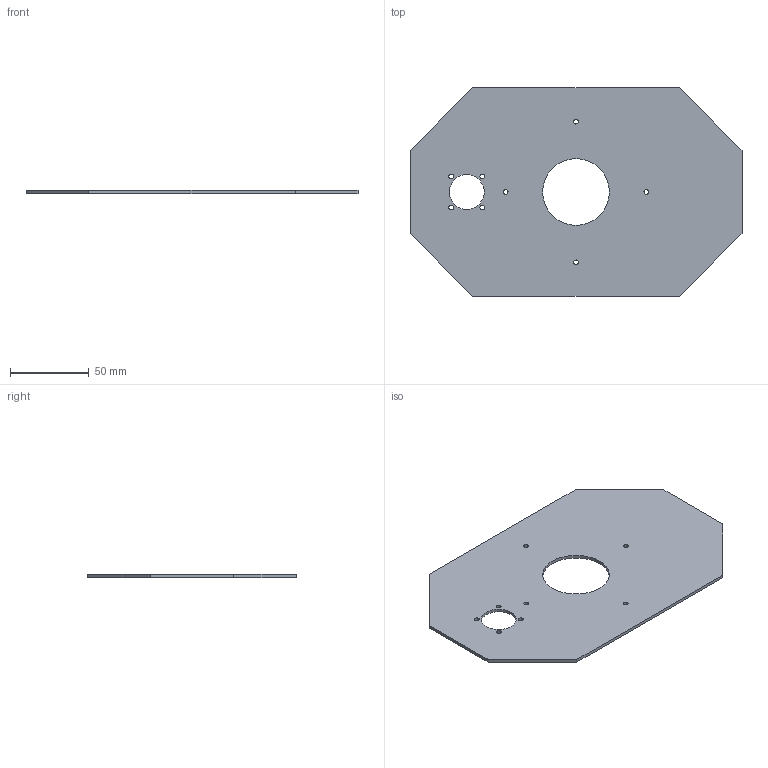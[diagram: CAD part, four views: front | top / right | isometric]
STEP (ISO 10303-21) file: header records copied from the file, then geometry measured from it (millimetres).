
FILE_DESCRIPTION(/* description */ (''),/* implementation_level */ '2;1');
FILE_NAME(/* name */ 'rack7-LINK.stp',/* time_stamp */ '2022-08-18T13:24:09+08:00',/* author */ (''),/* organization */ (''),/* preprocessor_version */ 'ST-DEVELOPER v14',/* originating_system */ 'SIEMENS PLM Software NX 8.0',/* authorisation */ '');
FILE_SCHEMA (('AUTOMOTIVE_DESIGN { 1 0 10303 214 3 1 1 1 }'));
Length unit declared in the file: millimetre
Products named in the file (1): ASUS58681964sj4g
Bounding box: 211.22 x 132.94 x 2 mm (x, y, z)
Volume: 46037.2 mm3; surface area: 47783.7 mm2
Topology: 1 solids, 1 shells, 20 faces, 54 edges, 36 vertices
Faces by surface type: plane 10, cylinder 10
Full cylindrical faces by diameter (mm): 3 x8, 22.2 x1, 42.5 x1
Entity records: 660 total; most frequent: DIRECTION 106, CARTESIAN_POINT 101, ORIENTED_EDGE 88, EDGE_LOOP 50, EDGE_CURVE 44, FACE_BOUND 42, AXIS2_PLACEMENT_3D 41, VERTEX_POINT 36
